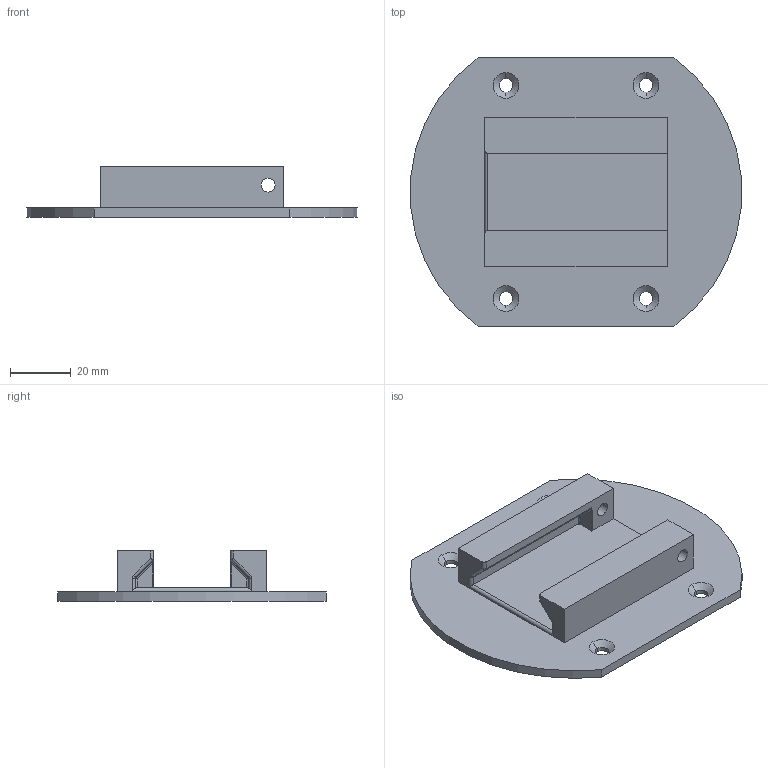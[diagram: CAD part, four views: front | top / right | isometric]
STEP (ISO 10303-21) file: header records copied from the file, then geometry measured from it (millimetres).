
FILE_DESCRIPTION (( 'STEP AP203' ), '1' );
FILE_NAME ('a4_coupling_t42.STEP', '2015-02-27T21:46:20', ( '' ), ( '' ), 'SwSTEP 2.0', 'SolidWorks 2013', '' );
FILE_SCHEMA (( 'CONFIG_CONTROL_DESIGN' ));
Length unit declared in the file: millimetre
Products named in the file (1): a4_coupling_t42
Bounding box: 108.6 x 88 x 16.5 mm (x, y, z)
Volume: 41961.1 mm3; surface area: 28591.6 mm2
Topology: 2 solids, 2 shells, 77 faces, 193 edges, 118 vertices
Faces by surface type: cylinder 33, plane 28, cone 8, bspline 4, sphere 2, torus 2
Entity records: 2440 total; most frequent: CARTESIAN_POINT 511, DIRECTION 393, ORIENTED_EDGE 382, EDGE_CURVE 191, AXIS2_PLACEMENT_3D 140, VERTEX_POINT 118, VECTOR 113, LINE 113
